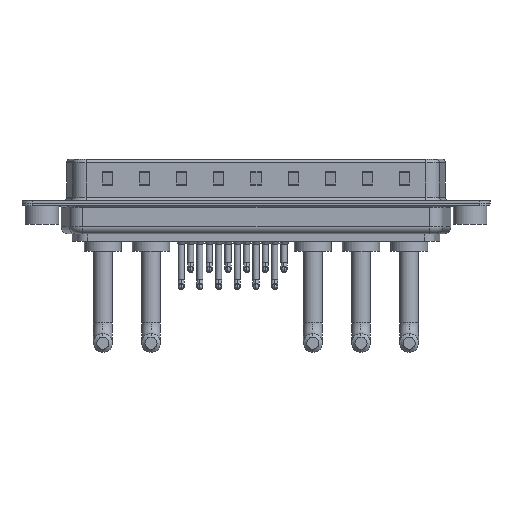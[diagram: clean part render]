
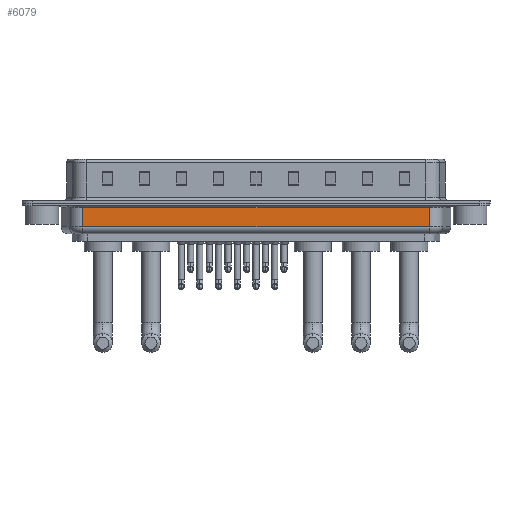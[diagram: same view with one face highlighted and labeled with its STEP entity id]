
A CAD part, front view. The second image highlights one B-rep face of the part: STEP entity #6079.
In plain terms, the highlighted planar face has unit normal (0, -1, 0).
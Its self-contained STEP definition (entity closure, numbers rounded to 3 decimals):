
#1143 = ORIENTED_EDGE ( 'NONE', *, *, #12505, .T. ) ;
#1439 = EDGE_CURVE ( 'NONE', #6176, #19567, #15650, .T. ) ;
#1532 = VERTEX_POINT ( 'NONE', #10099 ) ;
#1597 = ORIENTED_EDGE ( 'NONE', *, *, #1439, .F. ) ;
#1960 = VECTOR ( 'NONE', #24278, 1000. ) ;
#2103 = AXIS2_PLACEMENT_3D ( 'NONE', #14930, #22870, #8987 ) ;
#2607 = CARTESIAN_POINT ( 'NONE',  ( 57.469, -5.35, -4.5 ) ) ;
#4740 = VECTOR ( 'NONE', #20166, 1000. ) ;
#5995 = VERTEX_POINT ( 'NONE', #18966 ) ;
#6079 = ADVANCED_FACE ( 'NONE', ( #23271 ), #11568, .F. ) ;
#6176 = VERTEX_POINT ( 'NONE', #14363 ) ;
#6890 = CARTESIAN_POINT ( 'NONE',  ( 6.031, -5.35, -0.65 ) ) ;
#7912 = VECTOR ( 'NONE', #19806, 1000. ) ;
#8987 = DIRECTION ( 'NONE',  ( -1., 0., 0. ) ) ;
#9380 = ORIENTED_EDGE ( 'NONE', *, *, #13222, .T. ) ;
#10099 = CARTESIAN_POINT ( 'NONE',  ( 57.469, -5.35, -3.5 ) ) ;
#10295 = ORIENTED_EDGE ( 'NONE', *, *, #14722, .T. ) ;
#10763 = DIRECTION ( 'NONE',  ( 0., 0., 1. ) ) ;
#11568 = PLANE ( 'NONE',  #2103 ) ;
#12155 = CARTESIAN_POINT ( 'NONE',  ( 6.031, -5.35, -4.5 ) ) ;
#12253 = LINE ( 'NONE', #25633, #4740 ) ;
#12505 = EDGE_CURVE ( 'NONE', #1532, #5995, #22317, .T. ) ;
#12699 = LINE ( 'NONE', #16587, #1960 ) ;
#13222 = EDGE_CURVE ( 'NONE', #6176, #1532, #12253, .T. ) ;
#14244 = VECTOR ( 'NONE', #10763, 1000. ) ;
#14363 = CARTESIAN_POINT ( 'NONE',  ( 6.031, -5.35, -3.5 ) ) ;
#14722 = EDGE_CURVE ( 'NONE', #5995, #19567, #12699, .T. ) ;
#14930 = CARTESIAN_POINT ( 'NONE',  ( 6.031, -5.35, -4.5 ) ) ;
#15650 = LINE ( 'NONE', #12155, #7912 ) ;
#16587 = CARTESIAN_POINT ( 'NONE',  ( 6.031, -5.35, -0.65 ) ) ;
#18966 = CARTESIAN_POINT ( 'NONE',  ( 57.469, -5.35, -0.65 ) ) ;
#19567 = VERTEX_POINT ( 'NONE', #6890 ) ;
#19806 = DIRECTION ( 'NONE',  ( 0., 0., 1. ) ) ;
#20166 = DIRECTION ( 'NONE',  ( 1., 0., 0. ) ) ;
#22317 = LINE ( 'NONE', #2607, #14244 ) ;
#22870 = DIRECTION ( 'NONE',  ( 0., 1., 0. ) ) ;
#23271 = FACE_OUTER_BOUND ( 'NONE', #23802, .T. ) ;
#23802 = EDGE_LOOP ( 'NONE', ( #1597, #9380, #1143, #10295 ) ) ;
#24278 = DIRECTION ( 'NONE',  ( -1., 0., 0. ) ) ;
#25633 = CARTESIAN_POINT ( 'NONE',  ( 6.031, -5.35, -3.5 ) ) ;
